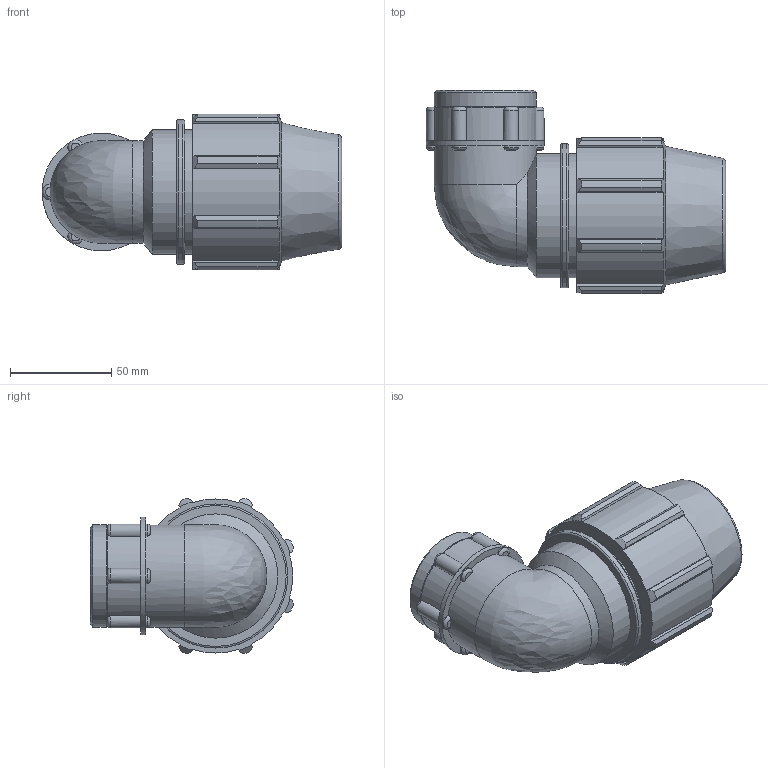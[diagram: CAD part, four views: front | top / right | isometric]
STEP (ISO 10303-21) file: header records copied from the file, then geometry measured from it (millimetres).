
FILE_DESCRIPTION(/* description */ ('PLASSON 90° ELBOW FEMALE ADAPTOR 40-1.1/4"'),/* implementation_level */ '2;1');
FILE_NAME(/* name */ '071500040013_181500040013_0715060400130A.ipt.stp',/* time_stamp */ '2017-06-06T17:16:13+03:00',/* author */ ('KIM'),/* organization */ (''),/* preprocessor_version */ 'ST-DEVELOPER v15.6',/* originating_system */ 'Autodesk Inventor 2015',/* authorisation */ '');
FILE_SCHEMA (('AUTOMOTIVE_DESIGN { 1 0 10303 214 3 1 1 }'));
Length unit declared in the file: millimetre
Products named in the file (1): 071500040013_181500040013_0715060400130A
Bounding box: 148.12 x 100.58 x 77.16 mm (x, y, z)
Volume: 335598.4 mm3; surface area: 64922.7 mm2
Topology: 1 solids, 1 shells, 139 faces, 369 edges, 236 vertices
Faces by surface type: plane 60, cylinder 46, cone 16, torus 15, bspline 2
Full cylindrical faces by diameter (mm): 27.266 x1, 35.057 x1, 38.952 x1, 40 x1, 50.638 x2, 58.233 x1, 61.5 x2, 71.34 x1
Entity records: 4597 total; most frequent: CARTESIAN_POINT 1119, DIRECTION 718, ORIENTED_EDGE 680, EDGE_CURVE 340, AXIS2_PLACEMENT_3D 298, VERTEX_POINT 231, EDGE_LOOP 169, CIRCLE 156
